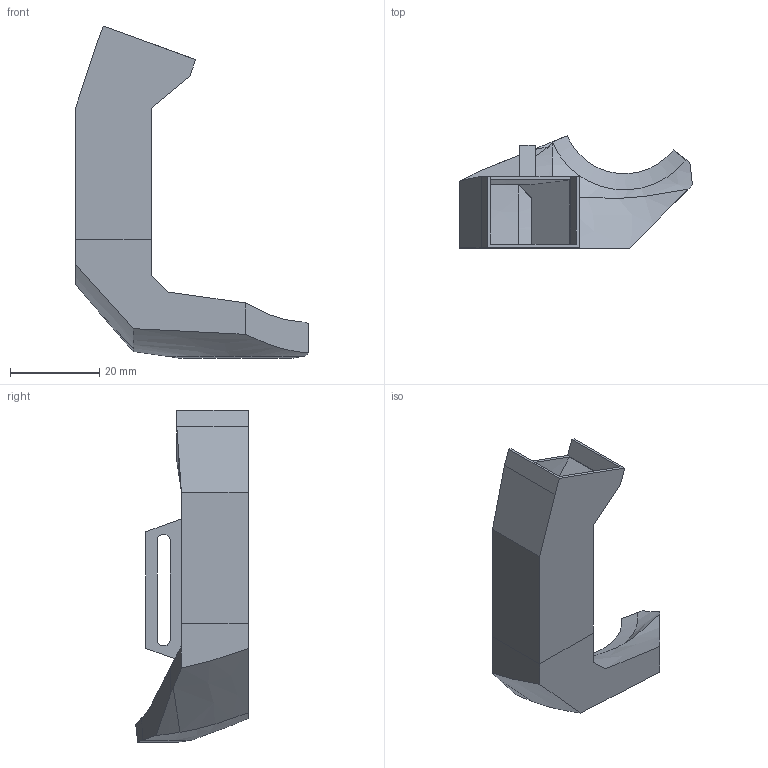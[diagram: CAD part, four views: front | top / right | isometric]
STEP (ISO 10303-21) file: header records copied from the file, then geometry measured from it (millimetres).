
FILE_DESCRIPTION(/* description */ (''),/* implementation_level */ '2;1');
FILE_NAME(/* name */ 'chc pro nozzle left 01.step',/* time_stamp */ '2022-10-10T09:38:10+03:00',/* author */ (''),/* organization */ (''),/* preprocessor_version */ 'ST-DEVELOPER v19',/* originating_system */ 'Autodesk Translation Framework v11.7.0.108',/* authorisation */ '');
FILE_SCHEMA (('AUTOMOTIVE_DESIGN { 1 0 10303 214 3 1 1 }'));
Length unit declared in the file: millimetre
Products named in the file (6): Box Crossbeam v9 fork ORBITER; CHC nozzle; Nozzle test (2); NF Zone Melloy; NF Zone; CHC (1)
Assembly tree (5 placements, depth 3):
  Box Crossbeam v9 fork ORBITER
    CHC nozzle
      Nozzle test (2)
    NF Zone Melloy
    NF Zone
      CHC (1)
Bounding box: 52.28 x 25.25 x 74.51 mm (x, y, z)
Volume: 5294.9 mm3; surface area: 12608.2 mm2
Topology: 6 solids, 6 shells, 94 faces, 247 edges, 164 vertices
Faces by surface type: plane 59, bspline 27, cone 6, cylinder 2
Entity records: 3900 total; most frequent: CARTESIAN_POINT 1722, ORIENTED_EDGE 494, DIRECTION 309, EDGE_CURVE 247, VERTEX_POINT 164, LINE 133, VECTOR 133, EDGE_LOOP 101
